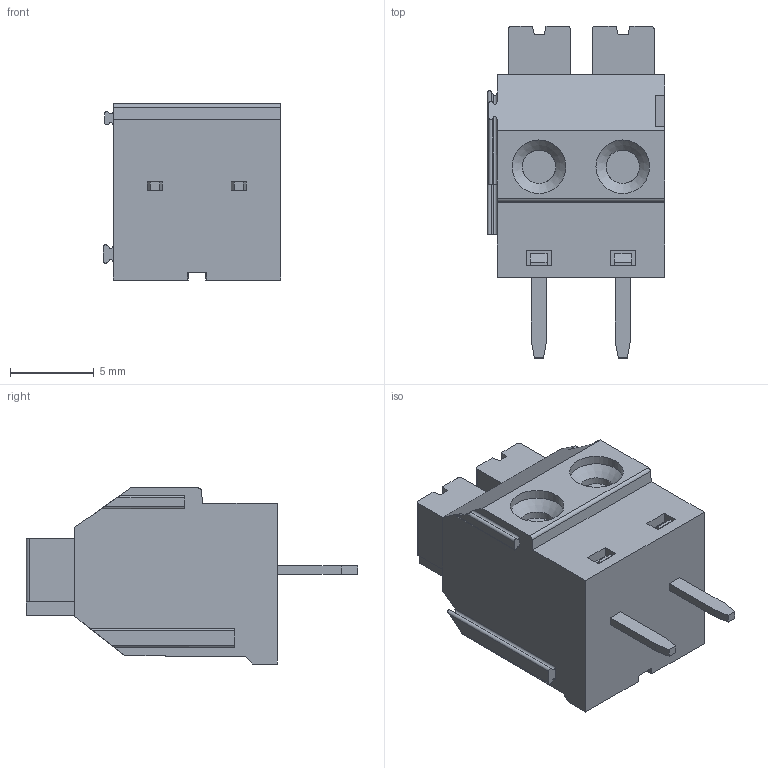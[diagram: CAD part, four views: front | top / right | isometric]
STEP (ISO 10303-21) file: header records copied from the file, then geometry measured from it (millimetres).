
FILE_DESCRIPTION(('STEP AP214'),'1');
FILE_NAME('MVEM502-5-V.stp','2016-10-07T07:24:59',(' '),(' '),'Spatial InterOp 3D',' ',' ');
FILE_SCHEMA(('automotive_design'));
Length unit declared in the file: metre
Products named in the file (1): 1
Bounding box: 10.58 x 19.8 x 10.5 mm (x, y, z)
Volume: 1150.9 mm3; surface area: 891.8 mm2
Topology: 1 solids, 1 shells, 173 faces, 480 edges, 319 vertices
Faces by surface type: plane 144, cylinder 27, cone 2
Full cylindrical faces by diameter (mm): 2 x2, 3.2 x2
Entity records: 6871 total; most frequent: CARTESIAN_POINT 1063, ORIENTED_EDGE 940, DIRECTION 852, EDGE_CURVE 470, LINE 412, VECTOR 412, VERTEX_POINT 315, AXIS2_PLACEMENT_3D 220
